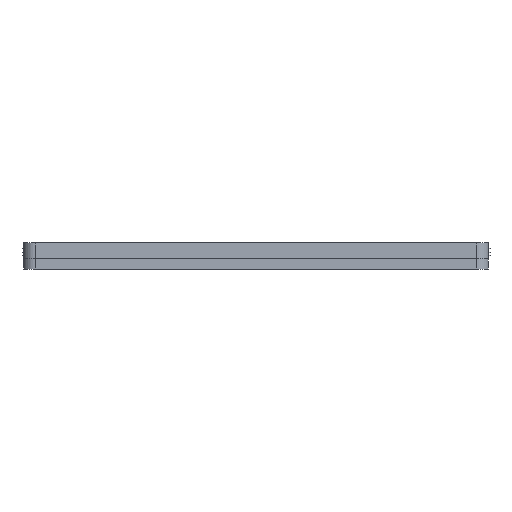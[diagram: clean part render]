
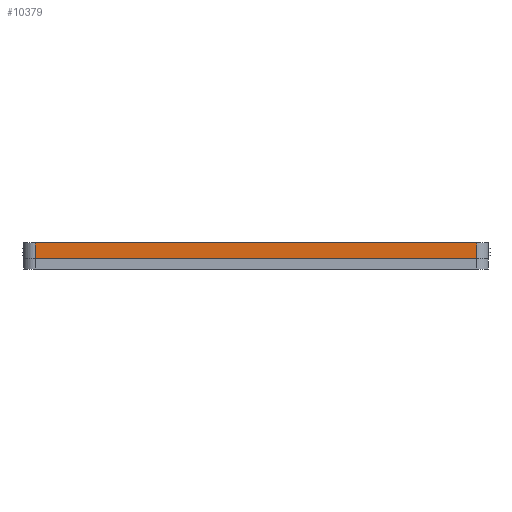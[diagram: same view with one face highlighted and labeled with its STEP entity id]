
A CAD part, front view. The second image highlights one B-rep face of the part: STEP entity #10379.
In plain terms, the highlighted planar face has unit normal (0, -1, 0).
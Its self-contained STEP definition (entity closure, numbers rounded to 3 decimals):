
#407=PLANE('',#11028);
#996=FACE_OUTER_BOUND('',#1611,.T.);
#1611=EDGE_LOOP('',(#8539,#8540,#8541,#8542));
#1968=LINE('',#14084,#3267);
#2459=LINE('',#15872,#3758);
#2605=LINE('',#16228,#3904);
#2606=LINE('',#16230,#3905);
#3267=VECTOR('',#11438,10.);
#3758=VECTOR('',#12271,10.);
#3904=VECTOR('',#12637,10.);
#3905=VECTOR('',#12640,10.);
#4682=VERTEX_POINT('',#14070);
#4688=VERTEX_POINT('',#14082);
#5092=VERTEX_POINT('',#15864);
#5094=VERTEX_POINT('',#15870);
#5634=EDGE_CURVE('',#4682,#4688,#1968,.T.);
#6219=EDGE_CURVE('',#5094,#5092,#2459,.T.);
#6396=EDGE_CURVE('',#4682,#5094,#2605,.T.);
#6397=EDGE_CURVE('',#5092,#4688,#2606,.T.);
#8539=ORIENTED_EDGE('',*,*,#5634,.T.);
#8540=ORIENTED_EDGE('',*,*,#6397,.F.);
#8541=ORIENTED_EDGE('',*,*,#6219,.F.);
#8542=ORIENTED_EDGE('',*,*,#6396,.F.);
#10379=ADVANCED_FACE('',(#996),#407,.T.);
#11028=AXIS2_PLACEMENT_3D('',#16229,#12638,#12639);
#11438=DIRECTION('',(-1.,0.,0.));
#12271=DIRECTION('',(-1.,0.,0.));
#12637=DIRECTION('',(0.,0.,-1.));
#12638=DIRECTION('center_axis',(0.,-1.,0.));
#12639=DIRECTION('ref_axis',(-1.,0.,0.));
#12640=DIRECTION('',(0.,0.,1.));
#14070=CARTESIAN_POINT('',(227.,-4.,7.));
#14082=CARTESIAN_POINT('',(4.,-4.,7.));
#14084=CARTESIAN_POINT('',(171.25,-4.,7.));
#15864=CARTESIAN_POINT('',(4.,-4.,-0.8));
#15870=CARTESIAN_POINT('',(227.,-4.,-0.8));
#15872=CARTESIAN_POINT('',(227.,-4.,-0.8));
#16228=CARTESIAN_POINT('',(227.,-4.,6.));
#16229=CARTESIAN_POINT('Origin',(227.,-4.,6.));
#16230=CARTESIAN_POINT('',(4.,-4.,6.));
